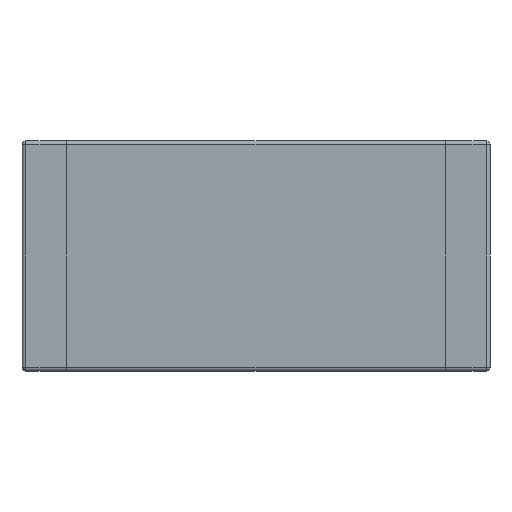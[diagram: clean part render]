
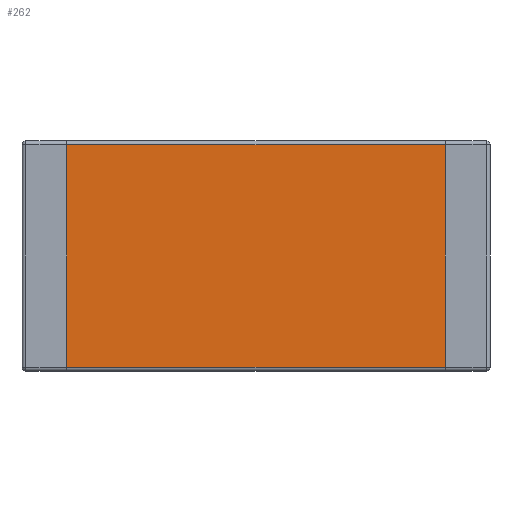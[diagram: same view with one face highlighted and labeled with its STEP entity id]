
A CAD part, front view. The second image highlights one B-rep face of the part: STEP entity #262.
In plain terms, the highlighted planar face has unit normal (0, -1, 0).
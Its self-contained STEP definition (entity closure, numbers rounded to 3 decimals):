
#47 = VERTEX_POINT ( 'NONE', #484 ) ;
#55 = EDGE_CURVE ( 'NONE', #182, #47, #533, .T. ) ;
#60 = EDGE_CURVE ( 'NONE', #112, #117, #562, .T. ) ;
#112 = VERTEX_POINT ( 'NONE', #699 ) ;
#117 = VERTEX_POINT ( 'NONE', #734 ) ;
#182 = VERTEX_POINT ( 'NONE', #920 ) ;
#245 = EDGE_CURVE ( 'NONE', #182, #117, #1151, .T. ) ;
#262 = ADVANCED_FACE ( 'NONE', ( #1197 ), #1240, .T. ) ;
#263 = EDGE_LOOP ( 'NONE', ( #264, #265, #267, #268 ) ) ;
#264 = ORIENTED_EDGE ( 'NONE', *, *, #60, .F. ) ;
#265 = ORIENTED_EDGE ( 'NONE', *, *, #266, .T. ) ;
#266 = EDGE_CURVE ( 'NONE', #112, #47, #1234, .T. ) ;
#267 = ORIENTED_EDGE ( 'NONE', *, *, #55, .F. ) ;
#268 = ORIENTED_EDGE ( 'NONE', *, *, #245, .T. ) ;
#484 = CARTESIAN_POINT ( 'NONE',  ( 2.55, 0., -1.5 ) ) ;
#530 = DIRECTION ( 'NONE',  ( 0., 0., -1. ) ) ;
#531 = VECTOR ( 'NONE', #530, 1000. ) ;
#532 = CARTESIAN_POINT ( 'NONE',  ( 2.55, 0., -1.55 ) ) ;
#533 = LINE ( 'NONE', #532, #531 ) ;
#559 = DIRECTION ( 'NONE',  ( 0., 0., 1. ) ) ;
#560 = VECTOR ( 'NONE', #559, 1000. ) ;
#561 = CARTESIAN_POINT ( 'NONE',  ( -2.55, 0., -1.55 ) ) ;
#562 = LINE ( 'NONE', #561, #560 ) ;
#699 = CARTESIAN_POINT ( 'NONE',  ( -2.55, 0., -1.5 ) ) ;
#734 = CARTESIAN_POINT ( 'NONE',  ( -2.55, 0., 1.5 ) ) ;
#920 = CARTESIAN_POINT ( 'NONE',  ( 2.55, 0., 1.5 ) ) ;
#1148 = DIRECTION ( 'NONE',  ( -1., 0., 0. ) ) ;
#1149 = VECTOR ( 'NONE', #1148, 1000. ) ;
#1150 = CARTESIAN_POINT ( 'NONE',  ( -3.15, 0., 1.5 ) ) ;
#1151 = LINE ( 'NONE', #1150, #1149 ) ;
#1197 = FACE_OUTER_BOUND ( 'NONE', #263, .T. ) ;
#1231 = DIRECTION ( 'NONE',  ( 1., 0., 0. ) ) ;
#1232 = VECTOR ( 'NONE', #1231, 1000. ) ;
#1233 = CARTESIAN_POINT ( 'NONE',  ( 3.15, 0., -1.5 ) ) ;
#1234 = LINE ( 'NONE', #1233, #1232 ) ;
#1236 = DIRECTION ( 'NONE',  ( 0., 0., -1. ) ) ;
#1237 = DIRECTION ( 'NONE',  ( 0., -1., 0. ) ) ;
#1238 = CARTESIAN_POINT ( 'NONE',  ( 3.15, 0., -1.55 ) ) ;
#1239 = AXIS2_PLACEMENT_3D ( 'NONE', #1238, #1237, #1236 ) ;
#1240 = PLANE ( 'NONE',  #1239 ) ;
